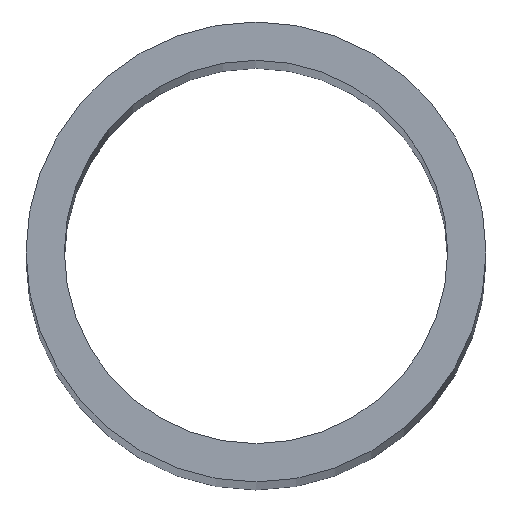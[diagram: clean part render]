
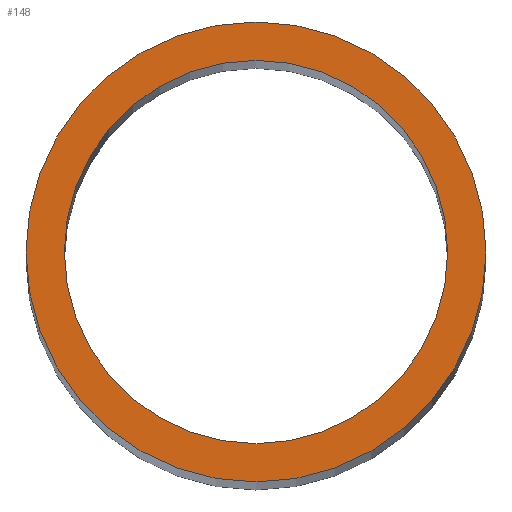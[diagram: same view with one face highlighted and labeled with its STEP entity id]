
A CAD part, top view. The second image highlights one B-rep face of the part: STEP entity #148.
In plain terms, the highlighted planar face has unit normal (0, 0, 1).
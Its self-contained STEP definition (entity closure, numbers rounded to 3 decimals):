
#1 = DIRECTION ( 'NONE',  ( 1., 0., 0. ) ) ;
#3 = CARTESIAN_POINT ( 'NONE',  ( 0., 0., 0. ) ) ;
#4 = CIRCLE ( 'NONE', #215, 12.5 ) ;
#12 = EDGE_LOOP ( 'NONE', ( #105, #240 ) ) ;
#25 = PLANE ( 'NONE',  #139 ) ;
#42 = CARTESIAN_POINT ( 'NONE',  ( 0., 0., 0. ) ) ;
#43 = DIRECTION ( 'NONE',  ( 1., 0., 0. ) ) ;
#45 = DIRECTION ( 'NONE',  ( 0., 0., 1. ) ) ;
#48 = EDGE_LOOP ( 'NONE', ( #199, #165 ) ) ;
#56 = CIRCLE ( 'NONE', #205, 12.5 ) ;
#57 = EDGE_CURVE ( 'NONE', #153, #79, #56, .T. ) ;
#74 = CARTESIAN_POINT ( 'NONE',  ( 15., 0., 0. ) ) ;
#75 = CARTESIAN_POINT ( 'NONE',  ( -12.5, 0., 0. ) ) ;
#76 = CARTESIAN_POINT ( 'NONE',  ( -15., 0., 0. ) ) ;
#78 = DIRECTION ( 'NONE',  ( 0., 0., 1. ) ) ;
#79 = VERTEX_POINT ( 'NONE', #75 ) ;
#82 = DIRECTION ( 'NONE',  ( 1., 0., 0. ) ) ;
#93 = CIRCLE ( 'NONE', #239, 15. ) ;
#105 = ORIENTED_EDGE ( 'NONE', *, *, #57, .F. ) ;
#109 = FACE_OUTER_BOUND ( 'NONE', #48, .T. ) ;
#111 = CARTESIAN_POINT ( 'NONE',  ( 0., 0., 0. ) ) ;
#113 = DIRECTION ( 'NONE',  ( 0., 0., 1. ) ) ;
#117 = CARTESIAN_POINT ( 'NONE',  ( 12.5, 0., 0. ) ) ;
#119 = EDGE_CURVE ( 'NONE', #79, #153, #4, .T. ) ;
#120 = CARTESIAN_POINT ( 'NONE',  ( 0., 0., 0. ) ) ;
#126 = VERTEX_POINT ( 'NONE', #74 ) ;
#132 = DIRECTION ( 'NONE',  ( 1., 0., 0. ) ) ;
#134 = EDGE_CURVE ( 'NONE', #126, #150, #93, .T. ) ;
#139 = AXIS2_PLACEMENT_3D ( 'NONE', #3, #78, #1 ) ;
#148 = ADVANCED_FACE ( 'NONE', ( #172, #109 ), #25, .T. ) ;
#150 = VERTEX_POINT ( 'NONE', #76 ) ;
#151 = AXIS2_PLACEMENT_3D ( 'NONE', #120, #220, #82 ) ;
#153 = VERTEX_POINT ( 'NONE', #117 ) ;
#164 = CIRCLE ( 'NONE', #151, 15. ) ;
#165 = ORIENTED_EDGE ( 'NONE', *, *, #203, .T. ) ;
#172 = FACE_BOUND ( 'NONE', #12, .T. ) ;
#194 = DIRECTION ( 'NONE',  ( 1., 0., 0. ) ) ;
#195 = DIRECTION ( 'NONE',  ( 0., 0., 1. ) ) ;
#199 = ORIENTED_EDGE ( 'NONE', *, *, #134, .T. ) ;
#203 = EDGE_CURVE ( 'NONE', #150, #126, #164, .T. ) ;
#205 = AXIS2_PLACEMENT_3D ( 'NONE', #111, #113, #194 ) ;
#215 = AXIS2_PLACEMENT_3D ( 'NONE', #42, #45, #132 ) ;
#216 = CARTESIAN_POINT ( 'NONE',  ( 0., 0., 0. ) ) ;
#220 = DIRECTION ( 'NONE',  ( 0., 0., 1. ) ) ;
#239 = AXIS2_PLACEMENT_3D ( 'NONE', #216, #195, #43 ) ;
#240 = ORIENTED_EDGE ( 'NONE', *, *, #119, .F. ) ;
